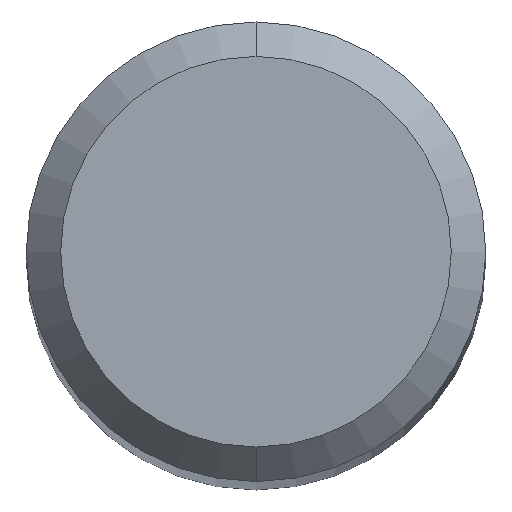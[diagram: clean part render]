
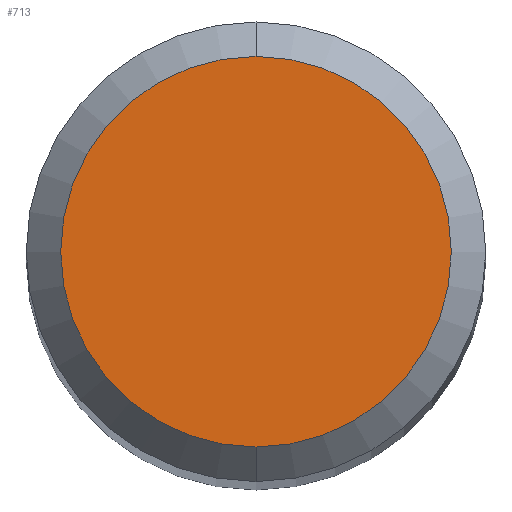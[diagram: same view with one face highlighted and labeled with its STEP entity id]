
A CAD part, top view. The second image highlights one B-rep face of the part: STEP entity #713.
In plain terms, the highlighted planar face has unit normal (0, 0, 1).
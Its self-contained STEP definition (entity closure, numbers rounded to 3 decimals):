
#665=EDGE_CURVE('',#685,#695,#1374,.T.);
#685=VERTEX_POINT('',#1397);
#695=VERTEX_POINT('',#1408);
#713=ADVANCED_FACE('',(#1428),#1429,.T.);
#877=EDGE_CURVE('',#695,#685,#1602,.T.);
#1374=CIRCLE('',#3391,1.7);
#1397=CARTESIAN_POINT('',(0.,-1.7,0.0));
#1408=CARTESIAN_POINT('',(0.0,1.7,0.0));
#1428=FACE_OUTER_BOUND('',#3744,.T.);
#1429=PLANE('',#3745);
#1602=CIRCLE('',#4646,1.7);
#3391=AXIS2_PLACEMENT_3D('',#5631,#5632,#5633);
#3744=EDGE_LOOP('',(#5708,#5709));
#3745=AXIS2_PLACEMENT_3D('',#5710,#5711,#5712);
#4646=AXIS2_PLACEMENT_3D('',#5807,#5808,#5809);
#5631=CARTESIAN_POINT('',(0.0,0.0,0.0));
#5632=DIRECTION('',(0.0,0.0,-1.0));
#5633=DIRECTION('',(0.0,1.0,0.0));
#5708=ORIENTED_EDGE('',*,*,#877,.F.);
#5709=ORIENTED_EDGE('',*,*,#665,.F.);
#5710=CARTESIAN_POINT('',(0.0,0.85,0.0));
#5711=DIRECTION('',(-0.0,0.0,1.0));
#5712=DIRECTION('',(0.0,-1.0,0.0));
#5807=CARTESIAN_POINT('',(0.0,0.0,0.0));
#5808=DIRECTION('',(0.0,0.0,-1.0));
#5809=DIRECTION('',(0.0,1.0,0.0));
